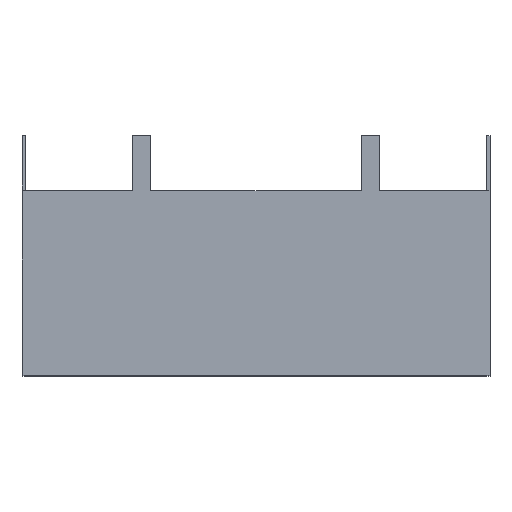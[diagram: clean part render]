
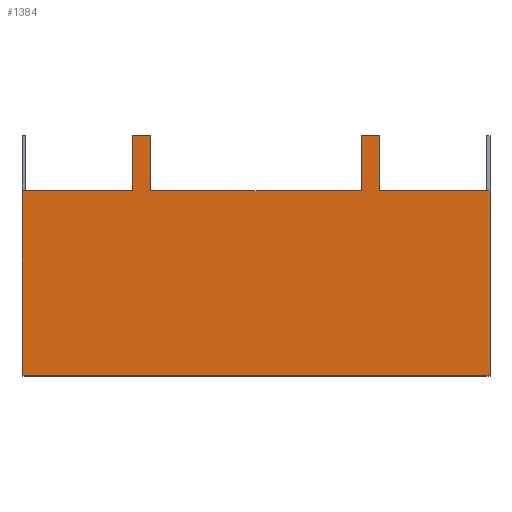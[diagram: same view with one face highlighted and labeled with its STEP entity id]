
A CAD part, top view. The second image highlights one B-rep face of the part: STEP entity #1384.
In plain terms, the highlighted planar face has unit normal (0, 0, 1).
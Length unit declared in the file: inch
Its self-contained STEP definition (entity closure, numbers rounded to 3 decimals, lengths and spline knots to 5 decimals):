
#5=DIRECTION('',(1.,0.,0.));
#6=VECTOR('',#5,1.015);
#7=CARTESIAN_POINT('',(-0.5075,0.,0.7575));
#8=LINE('',#7,#6);
#77=DIRECTION('',(1.,0.,0.));
#78=VECTOR('',#77,0.4555);
#79=CARTESIAN_POINT('',(-0.22775,0.4,0.7575));
#80=LINE('',#79,#78);
#137=DIRECTION('',(1.,0.,0.));
#138=VECTOR('',#137,0.23975);
#139=CARTESIAN_POINT('',(-0.5075,0.4,0.7575));
#140=LINE('',#139,#138);
#209=DIRECTION('',(1.,0.,0.));
#210=VECTOR('',#209,0.23975);
#211=CARTESIAN_POINT('',(0.26775,0.4,0.7575));
#212=LINE('',#211,#210);
#325=DIRECTION('',(0.,1.,0.));
#326=VECTOR('',#325,0.4);
#327=CARTESIAN_POINT('',(0.5075,0.,0.7575));
#328=LINE('',#327,#326);
#433=DIRECTION('',(0.,1.,0.));
#434=VECTOR('',#433,0.12);
#435=CARTESIAN_POINT('',(0.26775,0.4,0.7575));
#436=LINE('',#435,#434);
#437=DIRECTION('',(0.,1.,0.));
#438=VECTOR('',#437,0.4);
#439=CARTESIAN_POINT('',(-0.5075,0.,0.7575));
#440=LINE('',#439,#438);
#441=DIRECTION('',(0.,1.,0.));
#442=VECTOR('',#441,0.12);
#443=CARTESIAN_POINT('',(-0.22775,0.4,0.7575));
#444=LINE('',#443,#442);
#445=DIRECTION('',(0.,1.,0.));
#446=VECTOR('',#445,0.12);
#447=CARTESIAN_POINT('',(0.22775,0.4,0.7575));
#448=LINE('',#447,#446);
#449=DIRECTION('',(-1.,0.,0.));
#450=VECTOR('',#449,0.04);
#451=CARTESIAN_POINT('',(-0.22775,0.52,0.7575));
#452=LINE('',#451,#450);
#465=DIRECTION('',(-1.,0.,0.));
#466=VECTOR('',#465,0.04);
#467=CARTESIAN_POINT('',(0.26775,0.52,0.7575));
#468=LINE('',#467,#466);
#481=DIRECTION('',(0.,1.,0.));
#482=VECTOR('',#481,0.12);
#483=CARTESIAN_POINT('',(-0.26775,0.4,0.7575));
#484=LINE('',#483,#482);
#578=CARTESIAN_POINT('',(-0.5075,0.,0.7575));
#580=VERTEX_POINT('',#578);
#581=CARTESIAN_POINT('',(0.5075,0.,0.7575));
#582=VERTEX_POINT('',#581);
#587=CARTESIAN_POINT('',(-0.5075,0.4,0.7575));
#588=VERTEX_POINT('',#587);
#589=CARTESIAN_POINT('',(0.5075,0.4,0.7575));
#590=VERTEX_POINT('',#589);
#641=CARTESIAN_POINT('',(-0.22775,0.52,0.7575));
#642=CARTESIAN_POINT('',(-0.26775,0.52,0.7575));
#643=VERTEX_POINT('',#641);
#644=VERTEX_POINT('',#642);
#649=CARTESIAN_POINT('',(0.26775,0.52,0.7575));
#650=CARTESIAN_POINT('',(0.22775,0.52,0.7575));
#651=VERTEX_POINT('',#649);
#652=VERTEX_POINT('',#650);
#657=CARTESIAN_POINT('',(-0.22775,0.4,0.7575));
#658=VERTEX_POINT('',#657);
#659=CARTESIAN_POINT('',(-0.26775,0.4,0.7575));
#660=VERTEX_POINT('',#659);
#665=CARTESIAN_POINT('',(0.26775,0.4,0.7575));
#666=VERTEX_POINT('',#665);
#667=CARTESIAN_POINT('',(0.22775,0.4,0.7575));
#668=VERTEX_POINT('',#667);
#1360=CARTESIAN_POINT('',(-0.5075,0.,0.7575));
#1361=DIRECTION('',(0.,0.,1.));
#1362=DIRECTION('',(1.,0.,0.));
#1363=AXIS2_PLACEMENT_3D('',#1360,#1361,#1362);
#1364=PLANE('',#1363);
#1365=ORIENTED_EDGE('',*,*,#861,.T.);
#1367=ORIENTED_EDGE('',*,*,#1366,.T.);
#1369=ORIENTED_EDGE('',*,*,#1368,.F.);
#1370=ORIENTED_EDGE('',*,*,#1351,.F.);
#1371=ORIENTED_EDGE('',*,*,#979,.T.);
#1372=ORIENTED_EDGE('',*,*,#1166,.F.);
#1373=ORIENTED_EDGE('',*,*,#776,.F.);
#1374=ORIENTED_EDGE('',*,*,#810,.T.);
#1375=ORIENTED_EDGE('',*,*,#913,.T.);
#1377=ORIENTED_EDGE('',*,*,#1376,.T.);
#1379=ORIENTED_EDGE('',*,*,#1378,.F.);
#1381=ORIENTED_EDGE('',*,*,#1380,.F.);
#1382=EDGE_LOOP('',(#1365,#1367,#1369,#1370,#1371,#1372,#1373,#1374,#1375,#1377,
#1379,#1381));
#1383=FACE_OUTER_BOUND('',#1382,.F.);
#1384=ADVANCED_FACE('',(#1383),#1364,.T.);
#776=EDGE_CURVE('',#580,#582,#8,.T.);
#810=EDGE_CURVE('',#580,#588,#440,.T.);
#861=EDGE_CURVE('',#658,#668,#80,.T.);
#913=EDGE_CURVE('',#588,#660,#140,.T.);
#979=EDGE_CURVE('',#666,#590,#212,.T.);
#1166=EDGE_CURVE('',#582,#590,#328,.T.);
#1351=EDGE_CURVE('',#666,#651,#436,.T.);
#1366=EDGE_CURVE('',#668,#652,#448,.T.);
#1368=EDGE_CURVE('',#651,#652,#468,.T.);
#1376=EDGE_CURVE('',#660,#644,#484,.T.);
#1378=EDGE_CURVE('',#643,#644,#452,.T.);
#1380=EDGE_CURVE('',#658,#643,#444,.T.);
